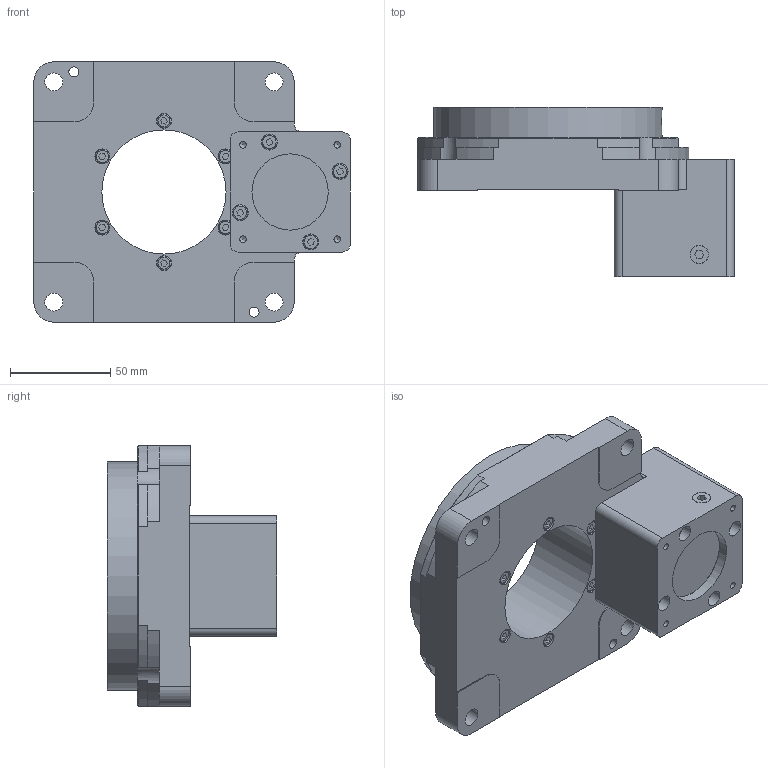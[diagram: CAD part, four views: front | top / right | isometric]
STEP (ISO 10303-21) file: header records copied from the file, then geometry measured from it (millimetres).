
FILE_DESCRIPTION(/* description */ ('STEP AP203'),/* implementation_level */ '2;1');
FILE_NAME(/* name */ 'D-00005841.stp',/* time_stamp */ '2024-05-13T10:41:59+02:00',/* author */ ('ivan.kolev'),/* organization */ (''),/* preprocessor_version */ 'ST-DEVELOPER v18.1',/* originating_system */ 'Autodesk Inventor 2021',/* authorisation */ '');
FILE_SCHEMA (('AUTOMOTIVE_DESIGN { 1 0 10303 214 3 1 1 }'));
Length unit declared in the file: millimetre
Products named in the file (1): 上海固佐 ZTN130-18(6.35-38.1-47.14-47.1
4)
Bounding box: 158 x 84.5 x 130 mm (x, y, z)
Volume: 596469.4 mm3; surface area: 81541.5 mm2
Topology: 1 solids, 2 shells, 286 faces, 704 edges, 462 vertices
Faces by surface type: plane 161, cylinder 91, cone 24, torus 10
Full cylindrical faces by diameter (mm): 2.05 x6, 3.3 x4, 4.2 x6, 5 x4, 7 x6, 7.5 x6, 7.6 x4, 8 x4, 9 x6, 9.1 x2, 30 x1, 38.1 x1, 39 x1, 44 x1, 62 x1, 70 x1, 85 x1, 92 x1, 114 x1, 125 x1
Entity records: 8561 total; most frequent: CARTESIAN_POINT 1593, DIRECTION 1468, ORIENTED_EDGE 1376, EDGE_CURVE 688, AXIS2_PLACEMENT_3D 521, VERTEX_POINT 462, LINE 426, VECTOR 426
